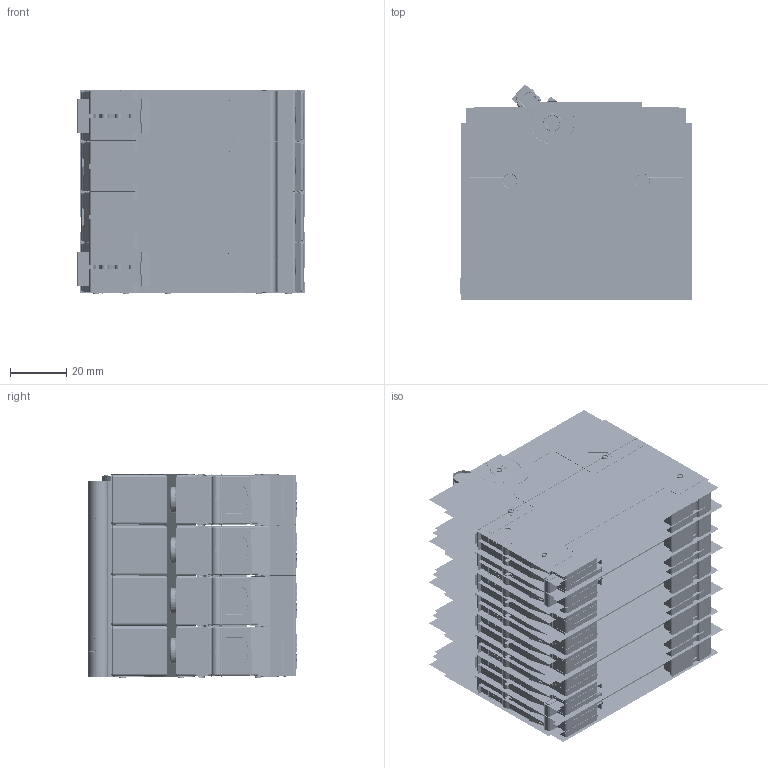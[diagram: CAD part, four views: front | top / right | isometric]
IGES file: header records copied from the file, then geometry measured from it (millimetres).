
Start section:  PTC IGES file: NXB-63H-4p.igs
Global section: file name: NXB-63H-4p.igs; native system: Pro/ENGINEER by Parametric Technology Corporation; preprocessor: 2009460; author: tubing; organization: Unknown; date: 20170408.145349; units: millimetre
Bounding box: 82.19 x 76.15 x 72.49 mm (x, y, z)
Surface area: 7643383.3 mm2 (no closed solid volume)
Topology: 0 solids, 0 shells, 20392 faces, 342727 edges, 444171 vertices
Faces by surface type: bspline 12084, revolution 7116, extrusion 1192
